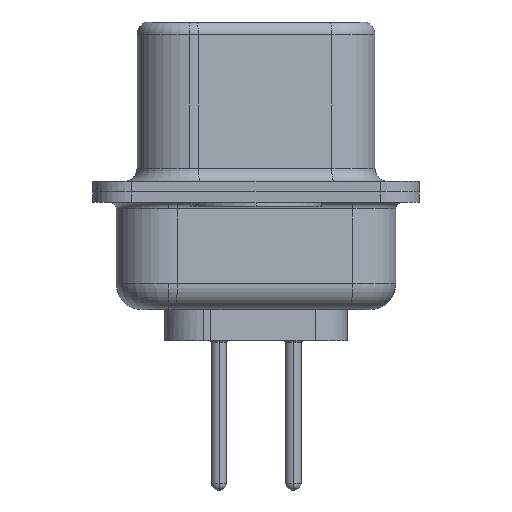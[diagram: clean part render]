
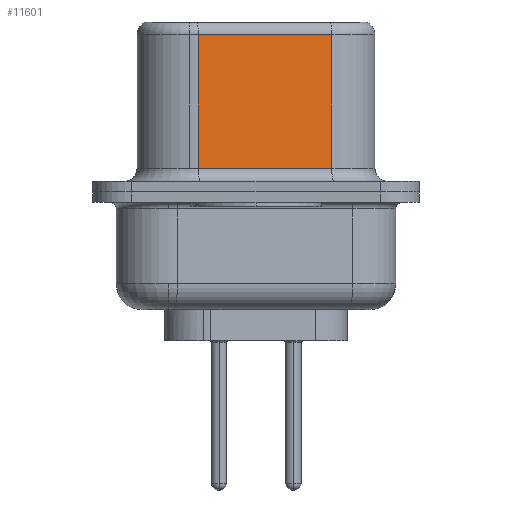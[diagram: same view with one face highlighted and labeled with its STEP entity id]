
A CAD part, left-side view. The second image highlights one B-rep face of the part: STEP entity #11601.
In plain terms, the highlighted planar face has unit normal (-0.985, -0.174, 0).
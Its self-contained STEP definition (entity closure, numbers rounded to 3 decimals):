
#264 = AXIS2_PLACEMENT_3D ( 'NONE', #10884, #12010, #11887 ) ;
#1724 = EDGE_CURVE ( 'NONE', #7979, #7965, #2354, .T. ) ;
#1778 = ORIENTED_EDGE ( 'NONE', *, *, #1724, .T. ) ;
#2354 = LINE ( 'NONE', #7961, #7914 ) ;
#2603 = DIRECTION ( 'NONE',  ( -0.174, 0.985, 0. ) ) ;
#2828 = ORIENTED_EDGE ( 'NONE', *, *, #8841, .T. ) ;
#3051 = CARTESIAN_POINT ( 'NONE',  ( 3.68, 2.203, 6.02 ) ) ;
#3128 = LINE ( 'NONE', #8908, #4387 ) ;
#4387 = VECTOR ( 'NONE', #6105, 1000. ) ;
#4584 = LINE ( 'NONE', #12266, #9093 ) ;
#4996 = DIRECTION ( 'NONE',  ( 0., 0., -1. ) ) ;
#6105 = DIRECTION ( 'NONE',  ( 0.174, -0.985, 0. ) ) ;
#6381 = EDGE_CURVE ( 'NONE', #9170, #7979, #4584, .T. ) ;
#6726 = VERTEX_POINT ( 'NONE', #11075 ) ;
#6867 = LINE ( 'NONE', #7805, #11931 ) ;
#7066 = EDGE_CURVE ( 'NONE', #9170, #6726, #6867, .T. ) ;
#7137 = FACE_OUTER_BOUND ( 'NONE', #9008, .T. ) ;
#7805 = CARTESIAN_POINT ( 'NONE',  ( 4.58, -2.897, 6.52 ) ) ;
#7914 = VECTOR ( 'NONE', #10844, 1000. ) ;
#7961 = CARTESIAN_POINT ( 'NONE',  ( 3.68, 2.203, 6.52 ) ) ;
#7965 = VERTEX_POINT ( 'NONE', #10591 ) ;
#7979 = VERTEX_POINT ( 'NONE', #3051 ) ;
#8841 = EDGE_CURVE ( 'NONE', #7965, #6726, #3128, .T. ) ;
#8908 = CARTESIAN_POINT ( 'NONE',  ( 4.58, -2.897, 0.9 ) ) ;
#9008 = EDGE_LOOP ( 'NONE', ( #11236, #10459, #1778, #2828 ) ) ;
#9093 = VECTOR ( 'NONE', #2603, 1000. ) ;
#9170 = VERTEX_POINT ( 'NONE', #9344 ) ;
#9344 = CARTESIAN_POINT ( 'NONE',  ( 4.58, -2.897, 6.02 ) ) ;
#10135 = PLANE ( 'NONE',  #264 ) ;
#10459 = ORIENTED_EDGE ( 'NONE', *, *, #6381, .T. ) ;
#10591 = CARTESIAN_POINT ( 'NONE',  ( 3.68, 2.203, 0.9 ) ) ;
#10844 = DIRECTION ( 'NONE',  ( 0., 0., -1. ) ) ;
#10884 = CARTESIAN_POINT ( 'NONE',  ( 4.58, -2.897, 6.52 ) ) ;
#11075 = CARTESIAN_POINT ( 'NONE',  ( 4.58, -2.897, 0.9 ) ) ;
#11236 = ORIENTED_EDGE ( 'NONE', *, *, #7066, .F. ) ;
#11601 = ADVANCED_FACE ( 'NONE', ( #7137 ), #10135, .F. ) ;
#11887 = DIRECTION ( 'NONE',  ( -0.174, 0.985, 0. ) ) ;
#11931 = VECTOR ( 'NONE', #4996, 1000. ) ;
#12010 = DIRECTION ( 'NONE',  ( 0.985, 0.174, 0. ) ) ;
#12266 = CARTESIAN_POINT ( 'NONE',  ( 4.58, -2.897, 6.02 ) ) ;
